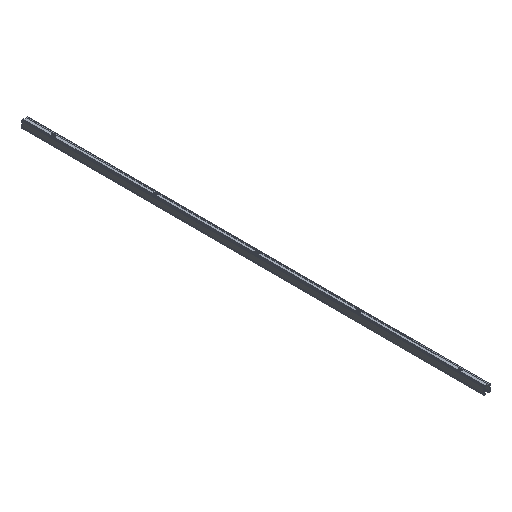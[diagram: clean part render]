
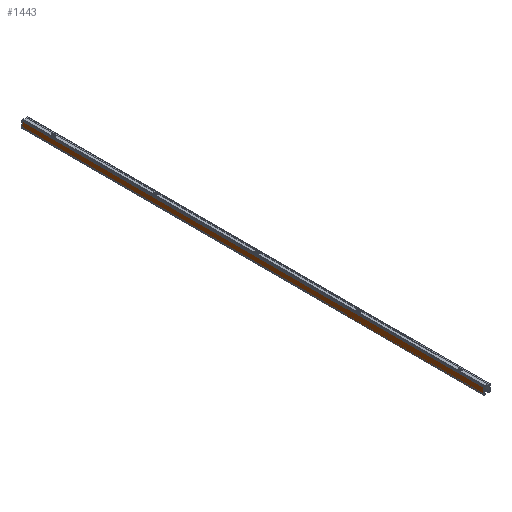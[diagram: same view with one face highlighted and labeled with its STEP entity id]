
A CAD part, isometric view. The second image highlights one B-rep face of the part: STEP entity #1443.
In plain terms, the highlighted planar face has unit normal (-1, 0, 0).
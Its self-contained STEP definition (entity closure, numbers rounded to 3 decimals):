
#60=PLANE('',#1595);
#129=FACE_OUTER_BOUND('',#211,.T.);
#211=EDGE_LOOP('',(#1311,#1312,#1313,#1314));
#270=LINE('',#2171,#420);
#320=LINE('',#2339,#470);
#334=LINE('',#2368,#484);
#338=LINE('',#2374,#488);
#420=VECTOR('',#1750,10.);
#470=VECTOR('',#1872,10.);
#484=VECTOR('',#1906,10.);
#488=VECTOR('',#1914,10.);
#632=VERTEX_POINT('',#2168);
#633=VERTEX_POINT('',#2170);
#714=VERTEX_POINT('',#2336);
#715=VERTEX_POINT('',#2338);
#794=EDGE_CURVE('',#633,#632,#270,.T.);
#878=EDGE_CURVE('',#715,#714,#320,.T.);
#894=EDGE_CURVE('',#633,#714,#334,.T.);
#898=EDGE_CURVE('',#715,#632,#338,.T.);
#1311=ORIENTED_EDGE('',*,*,#894,.F.);
#1312=ORIENTED_EDGE('',*,*,#794,.T.);
#1313=ORIENTED_EDGE('',*,*,#898,.F.);
#1314=ORIENTED_EDGE('',*,*,#878,.T.);
#1443=ADVANCED_FACE('',(#129),#60,.T.);
#1595=AXIS2_PLACEMENT_3D('',#2427,#1994,#1995);
#1750=DIRECTION('',(0.,0.,1.));
#1872=DIRECTION('',(0.,0.,-1.));
#1906=DIRECTION('',(0.,1.,0.));
#1914=DIRECTION('',(0.,-1.,0.));
#1994=DIRECTION('center_axis',(-1.,0.,0.));
#1995=DIRECTION('ref_axis',(0.,0.,1.));
#2168=CARTESIAN_POINT('',(-13.5,-1000.,13.39));
#2170=CARTESIAN_POINT('',(-13.5,-1000.,-15.49));
#2171=CARTESIAN_POINT('',(-13.5,-1000.,13.581));
#2336=CARTESIAN_POINT('',(-13.5,1000.,-15.49));
#2338=CARTESIAN_POINT('',(-13.5,1000.,13.39));
#2339=CARTESIAN_POINT('',(-13.5,1000.,13.581));
#2368=CARTESIAN_POINT('',(-13.5,0.,-15.49));
#2374=CARTESIAN_POINT('',(-13.5,0.,13.39));
#2427=CARTESIAN_POINT('Origin',(-13.5,0.,13.581));
